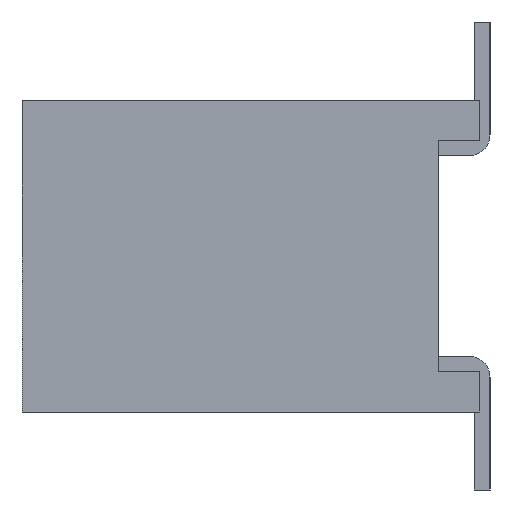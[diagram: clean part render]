
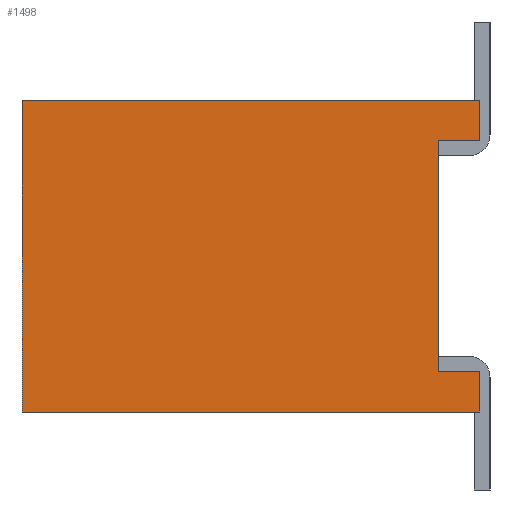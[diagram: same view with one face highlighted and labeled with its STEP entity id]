
A CAD part, left-side view. The second image highlights one B-rep face of the part: STEP entity #1498.
In plain terms, the highlighted planar face has unit normal (-1, 0, 0).
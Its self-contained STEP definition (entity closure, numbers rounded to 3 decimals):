
#1498 = ADVANCED_FACE( '', ( #3308 ), #3309, .F. );
#3308 = FACE_OUTER_BOUND( '', #5466, .T. );
#3309 = PLANE( '', #5467 );
#5466 = EDGE_LOOP( '', ( #9842, #9843, #9844, #9845, #9846, #9847, #9848, #9849 ) );
#5467 = AXIS2_PLACEMENT_3D( '', #9850, #9851, #9852 );
#9842 = ORIENTED_EDGE( '', *, *, #14957, .F. );
#9843 = ORIENTED_EDGE( '', *, *, #13709, .T. );
#9844 = ORIENTED_EDGE( '', *, *, #14958, .T. );
#9845 = ORIENTED_EDGE( '', *, *, #14959, .T. );
#9846 = ORIENTED_EDGE( '', *, *, #13570, .F. );
#9847 = ORIENTED_EDGE( '', *, *, #14960, .F. );
#9848 = ORIENTED_EDGE( '', *, *, #14961, .T. );
#9849 = ORIENTED_EDGE( '', *, *, #14671, .T. );
#9850 = CARTESIAN_POINT( '', ( -5.31, 3.9, -1.5 ) );
#9851 = DIRECTION( '', ( 1., 0., 0. ) );
#9852 = DIRECTION( '', ( 0., 0., -1. ) );
#13570 = EDGE_CURVE( '', #16511, #16513, #16514, .T. );
#13709 = EDGE_CURVE( '', #16769, #16767, #16770, .T. );
#14671 = EDGE_CURVE( '', #18274, #18272, #18275, .T. );
#14957 = EDGE_CURVE( '', #16769, #18272, #18681, .T. );
#14958 = EDGE_CURVE( '', #16767, #18682, #18683, .T. );
#14959 = EDGE_CURVE( '', #18682, #16513, #18684, .T. );
#14960 = EDGE_CURVE( '', #18685, #16511, #18686, .T. );
#14961 = EDGE_CURVE( '', #18685, #18274, #18687, .T. );
#16511 = VERTEX_POINT( '', #20665 );
#16513 = VERTEX_POINT( '', #20668 );
#16514 = LINE( '', #20669, #20670 );
#16767 = VERTEX_POINT( '', #21039 );
#16769 = VERTEX_POINT( '', #21042 );
#16770 = LINE( '', #21043, #21044 );
#18272 = VERTEX_POINT( '', #23177 );
#18274 = VERTEX_POINT( '', #23180 );
#18275 = LINE( '', #23181, #23182 );
#18681 = LINE( '', #23770, #23771 );
#18682 = VERTEX_POINT( '', #23772 );
#18683 = LINE( '', #23773, #23774 );
#18684 = LINE( '', #23775, #23776 );
#18685 = VERTEX_POINT( '', #23777 );
#18686 = LINE( '', #23778, #23779 );
#18687 = LINE( '', #23780, #23781 );
#20665 = CARTESIAN_POINT( '', ( -5.31, 4.4, 1.5 ) );
#20668 = CARTESIAN_POINT( '', ( -5.31, 0., 1.5 ) );
#20669 = CARTESIAN_POINT( '', ( -5.31, 3.9, 1.5 ) );
#20670 = VECTOR( '', #25589, 1000. );
#21039 = CARTESIAN_POINT( '', ( -5.31, 0.4, 1.115 ) );
#21042 = CARTESIAN_POINT( '', ( -5.31, 0.4, -1.115 ) );
#21043 = CARTESIAN_POINT( '', ( -5.31, 0.4, -1.115 ) );
#21044 = VECTOR( '', #25728, 1000. );
#23177 = CARTESIAN_POINT( '', ( -5.31, 0., -1.115 ) );
#23180 = CARTESIAN_POINT( '', ( -5.31, 0., -1.5 ) );
#23181 = CARTESIAN_POINT( '', ( -5.31, 0., -1.5 ) );
#23182 = VECTOR( '', #26739, 1000. );
#23770 = CARTESIAN_POINT( '', ( -5.31, 0.4, -1.115 ) );
#23771 = VECTOR( '', #27000, 1000. );
#23772 = CARTESIAN_POINT( '', ( -5.31, 0., 1.115 ) );
#23773 = CARTESIAN_POINT( '', ( -5.31, 0.4, 1.115 ) );
#23774 = VECTOR( '', #27001, 1000. );
#23775 = CARTESIAN_POINT( '', ( -5.31, 0., -1.5 ) );
#23776 = VECTOR( '', #27002, 1000. );
#23777 = CARTESIAN_POINT( '', ( -5.31, 4.4, -1.5 ) );
#23778 = CARTESIAN_POINT( '', ( -5.31, 4.4, 1.09 ) );
#23779 = VECTOR( '', #27003, 1000. );
#23780 = CARTESIAN_POINT( '', ( -5.31, 3.9, -1.5 ) );
#23781 = VECTOR( '', #27004, 1000. );
#25589 = DIRECTION( '', ( 0., -1., 0. ) );
#25728 = DIRECTION( '', ( 0., 0., 1. ) );
#26739 = DIRECTION( '', ( 0., 0., 1. ) );
#27000 = DIRECTION( '', ( 0., -1., 0. ) );
#27001 = DIRECTION( '', ( 0., -1., 0. ) );
#27002 = DIRECTION( '', ( 0., 0., 1. ) );
#27003 = DIRECTION( '', ( 0., 0., 1. ) );
#27004 = DIRECTION( '', ( 0., -1., 0. ) );
